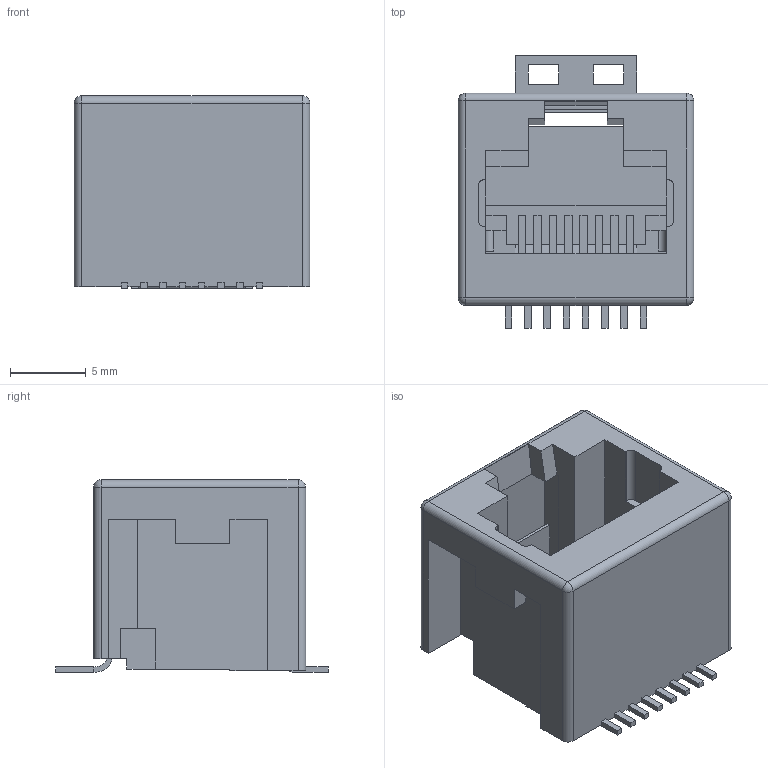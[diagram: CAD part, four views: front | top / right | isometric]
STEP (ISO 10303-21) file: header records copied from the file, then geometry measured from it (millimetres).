
FILE_DESCRIPTION((''),'2;1');
FILE_NAME('C-4-338088-3','2015-11-27T',('workeradm'),('Tyco Electronics Ltd.'),'CREO PARAMETRIC BY PTC INC, 2015200','CREO PARAMETRIC BY PTC INC, 2015200','');
FILE_SCHEMA(('AUTOMOTIVE_DESIGN { 1 0 10303 214 1 1 1 1 }'));
Length unit declared in the file: millimetre
Products named in the file (1): C-4-338088-3
Bounding box: 15.55 x 18 x 12.7 mm (x, y, z)
Volume: 1293 mm3; surface area: 2045.7 mm2
Topology: 1 solids, 1 shells, 207 faces, 610 edges, 402 vertices
Faces by surface type: plane 179, cylinder 24, sphere 4
Entity records: 6876 total; most frequent: CARTESIAN_POINT 1221, ORIENTED_EDGE 1220, DIRECTION 1076, EDGE_CURVE 610, VECTOR 558, LINE 558, VERTEX_POINT 402, AXIS2_PLACEMENT_3D 259
